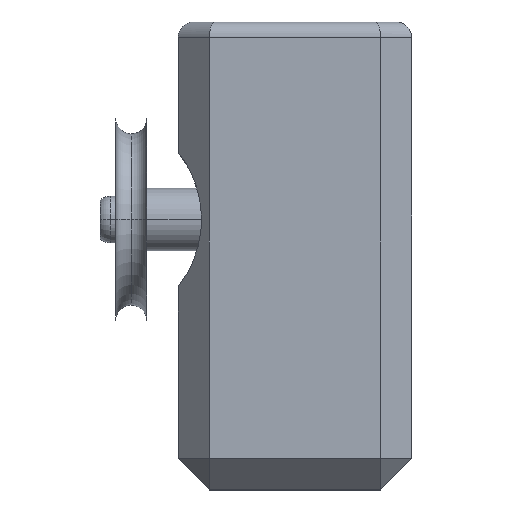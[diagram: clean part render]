
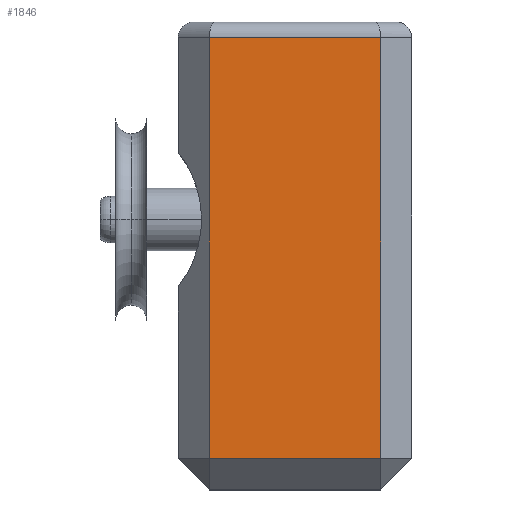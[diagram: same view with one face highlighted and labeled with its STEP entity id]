
A CAD part, top view. The second image highlights one B-rep face of the part: STEP entity #1846.
In plain terms, the highlighted planar face has unit normal (0, 0, 1).
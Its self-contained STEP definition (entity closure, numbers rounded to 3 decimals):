
#34 = EDGE_CURVE ( 'NONE', #339, #700, #718, .T. ) ;
#63 = DIRECTION ( 'NONE',  ( 1., 0., 0. ) ) ;
#65 = VECTOR ( 'NONE', #734, 1000. ) ;
#89 = ORIENTED_EDGE ( 'NONE', *, *, #725, .T. ) ;
#190 = LINE ( 'NONE', #1053, #65 ) ;
#302 = VECTOR ( 'NONE', #1427, 1000. ) ;
#339 = VERTEX_POINT ( 'NONE', #1719 ) ;
#373 = LINE ( 'NONE', #1086, #1149 ) ;
#382 = VECTOR ( 'NONE', #775, 1000. ) ;
#400 = EDGE_CURVE ( 'NONE', #700, #1722, #819, .T. ) ;
#602 = CARTESIAN_POINT ( 'NONE',  ( -5.5, 29., 7.5 ) ) ;
#622 = ORIENTED_EDGE ( 'NONE', *, *, #1996, .T. ) ;
#696 = CARTESIAN_POINT ( 'NONE',  ( -5.5, 29., 7.5 ) ) ;
#700 = VERTEX_POINT ( 'NONE', #696 ) ;
#712 = PLANE ( 'NONE',  #1644 ) ;
#718 = LINE ( 'NONE', #602, #302 ) ;
#725 = EDGE_CURVE ( 'NONE', #2048, #339, #190, .T. ) ;
#734 = DIRECTION ( 'NONE',  ( 0., 1., 0. ) ) ;
#775 = DIRECTION ( 'NONE',  ( 0., -1., 0. ) ) ;
#787 = CARTESIAN_POINT ( 'NONE',  ( -5.5, 30., 7.5 ) ) ;
#819 = LINE ( 'NONE', #787, #382 ) ;
#863 = DIRECTION ( 'NONE',  ( -1., 0., 0. ) ) ;
#1005 = ORIENTED_EDGE ( 'NONE', *, *, #34, .T. ) ;
#1053 = CARTESIAN_POINT ( 'NONE',  ( 5.5, 30., 7.5 ) ) ;
#1086 = CARTESIAN_POINT ( 'NONE',  ( -7.5, 2., 7.5 ) ) ;
#1104 = ORIENTED_EDGE ( 'NONE', *, *, #400, .T. ) ;
#1149 = VECTOR ( 'NONE', #63, 1000. ) ;
#1152 = CARTESIAN_POINT ( 'NONE',  ( -5.5, 2., 7.5 ) ) ;
#1427 = DIRECTION ( 'NONE',  ( -1., 0., 0. ) ) ;
#1494 = EDGE_LOOP ( 'NONE', ( #89, #1005, #1104, #622 ) ) ;
#1612 = CARTESIAN_POINT ( 'NONE',  ( 5.5, 2., 7.5 ) ) ;
#1644 = AXIS2_PLACEMENT_3D ( 'NONE', #1894, #2038, #863 ) ;
#1719 = CARTESIAN_POINT ( 'NONE',  ( 5.5, 29., 7.5 ) ) ;
#1722 = VERTEX_POINT ( 'NONE', #1152 ) ;
#1728 = FACE_OUTER_BOUND ( 'NONE', #1494, .T. ) ;
#1846 = ADVANCED_FACE ( 'NONE', ( #1728 ), #712, .F. ) ;
#1894 = CARTESIAN_POINT ( 'NONE',  ( -7.5, 30., 7.5 ) ) ;
#1996 = EDGE_CURVE ( 'NONE', #1722, #2048, #373, .T. ) ;
#2038 = DIRECTION ( 'NONE',  ( 0., 0., -1. ) ) ;
#2048 = VERTEX_POINT ( 'NONE', #1612 ) ;
